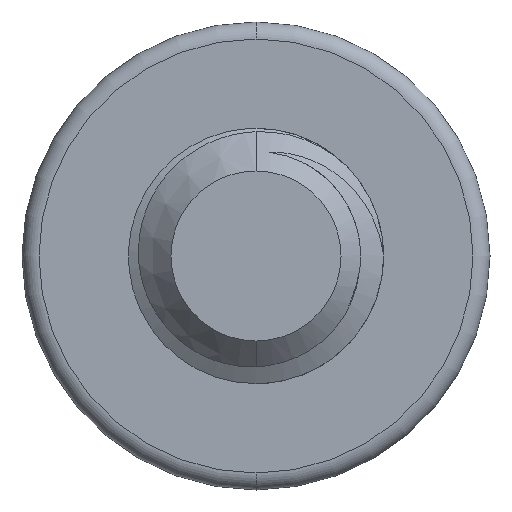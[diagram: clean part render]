
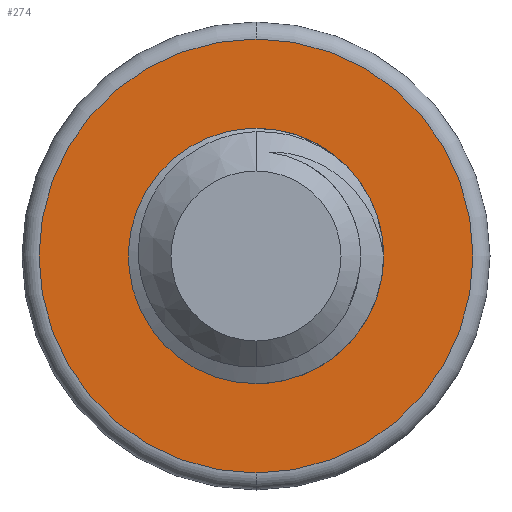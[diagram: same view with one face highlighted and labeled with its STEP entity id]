
A CAD part, front view. The second image highlights one B-rep face of the part: STEP entity #274.
In plain terms, the highlighted planar face has unit normal (0, -1, 0).
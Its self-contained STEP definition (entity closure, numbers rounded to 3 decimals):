
#87 = CARTESIAN_POINT ( 'NONE',  ( -1.07, 3., 0.695 ) ) ;
#138 = B_SPLINE_CURVE_WITH_KNOTS ( 'NONE', 3,
 ( #422, #87, #739, #726, #1396, #1551, #749, #1203, #716, #550 ),
 .UNSPECIFIED., .F., .F.,
 ( 4, 2, 2, 2, 4 ),
 ( 0., 0.001, 0.001, 0.002, 0.003 ),
 .UNSPECIFIED. ) ;
#182 = CARTESIAN_POINT ( 'NONE',  ( 1.5, 3., 0. ) ) ;
#197 = AXIS2_PLACEMENT_3D ( 'NONE', #1022, #311, #824 ) ;
#256 = PLANE ( 'NONE',  #1116 ) ;
#265 = CARTESIAN_POINT ( 'NONE',  ( -1.133, 3., 0.477 ) ) ;
#274 = ADVANCED_FACE ( 'NONE', ( #394, #2070 ), #256, .F. ) ;
#293 = VERTEX_POINT ( 'NONE', #1422 ) ;
#311 = DIRECTION ( 'NONE',  ( 0., -1., 0. ) ) ;
#356 = EDGE_CURVE ( 'NONE', #414, #840, #981, .T. ) ;
#394 = FACE_OUTER_BOUND ( 'NONE', #2079, .T. ) ;
#414 = VERTEX_POINT ( 'NONE', #1134 ) ;
#422 = CARTESIAN_POINT ( 'NONE',  ( -1.133, 3., 0.477 ) ) ;
#429 = CARTESIAN_POINT ( 'NONE',  ( -1.073, 3., -0.621 ) ) ;
#448 = ORIENTED_EDGE ( 'NONE', *, *, #1272, .T. ) ;
#480 = CARTESIAN_POINT ( 'NONE',  ( 0.629, 3., -1.214 ) ) ;
#544 = CARTESIAN_POINT ( 'NONE',  ( -0.038, 3., -1.298 ) ) ;
#550 = CARTESIAN_POINT ( 'NONE',  ( 1.07, 3., 1.051 ) ) ;
#649 = VERTEX_POINT ( 'NONE', #1187 ) ;
#716 = CARTESIAN_POINT ( 'NONE',  ( 0.897, 3., 1.197 ) ) ;
#726 = CARTESIAN_POINT ( 'NONE',  ( -0.617, 3., 1.196 ) ) ;
#739 = CARTESIAN_POINT ( 'NONE',  ( -0.947, 3., 0.891 ) ) ;
#742 = CARTESIAN_POINT ( 'NONE',  ( 1.07, 3., 1.051 ) ) ;
#749 = CARTESIAN_POINT ( 'NONE',  ( 0.257, 3., 1.413 ) ) ;
#764 = EDGE_LOOP ( 'NONE', ( #448, #1514, #1096, #1786 ) ) ;
#768 = EDGE_CURVE ( 'NONE', #649, #1451, #138, .T. ) ;
#808 = CARTESIAN_POINT ( 'NONE',  ( 0., 3., 0. ) ) ;
#812 = CARTESIAN_POINT ( 'NONE',  ( 1.491, 3., -0.112 ) ) ;
#824 = DIRECTION ( 'NONE',  ( 0., 0., 1. ) ) ;
#840 = VERTEX_POINT ( 'NONE', #1540 ) ;
#843 = B_SPLINE_CURVE_WITH_KNOTS ( 'NONE', 3,
 ( #940, #2072, #1777, #1788, #429, #1092, #1904, #947, #1610, #265 ),
 .UNSPECIFIED., .F., .F.,
 ( 4, 2, 2, 2, 4 ),
 ( 0., 0., 0.001, 0.001, 0.002 ),
 .UNSPECIFIED. ) ;
#906 = ORIENTED_EDGE ( 'NONE', *, *, #356, .T. ) ;
#940 = CARTESIAN_POINT ( 'NONE',  ( -0.461, 3., -1.14 ) ) ;
#947 = CARTESIAN_POINT ( 'NONE',  ( -1.229, 3., 0.166 ) ) ;
#956 = CIRCLE ( 'NONE', #197, 2.55 ) ;
#981 = CIRCLE ( 'NONE', #1951, 2.55 ) ;
#998 = CARTESIAN_POINT ( 'NONE',  ( -0.461, 3., -1.14 ) ) ;
#1008 = DIRECTION ( 'NONE',  ( 0., 0., 1. ) ) ;
#1022 = CARTESIAN_POINT ( 'NONE',  ( 0., 3., 0. ) ) ;
#1044 = VERTEX_POINT ( 'NONE', #1518 ) ;
#1092 = CARTESIAN_POINT ( 'NONE',  ( -1.198, 3., -0.322 ) ) ;
#1096 = ORIENTED_EDGE ( 'NONE', *, *, #1974, .T. ) ;
#1108 = DIRECTION ( 'NONE',  ( 0., -1., 0. ) ) ;
#1116 = AXIS2_PLACEMENT_3D ( 'NONE', #1744, #2059, #1590 ) ;
#1122 = DIRECTION ( 'NONE',  ( 0., 0., 1. ) ) ;
#1133 = ORIENTED_EDGE ( 'NONE', *, *, #1764, .T. ) ;
#1134 = CARTESIAN_POINT ( 'NONE',  ( 0., 3., 2.55 ) ) ;
#1187 = CARTESIAN_POINT ( 'NONE',  ( -1.133, 3., 0.477 ) ) ;
#1203 = CARTESIAN_POINT ( 'NONE',  ( 0.694, 3., 1.305 ) ) ;
#1208 = B_SPLINE_CURVE_WITH_KNOTS ( 'NONE', 3,
 ( #182, #812, #1507, #1477, #1707, #2033, #1314, #480, #1326, #544, #1825, #998 ),
 .UNSPECIFIED., .F., .F.,
 ( 4, 2, 2, 2, 2, 4 ),
 ( 0., 0., 0.001, 0.001, 0.002, 0.003 ),
 .UNSPECIFIED. ) ;
#1272 = EDGE_CURVE ( 'NONE', #1451, #1044, #1949, .T. ) ;
#1314 = CARTESIAN_POINT ( 'NONE',  ( 1.012, 3., -0.982 ) ) ;
#1326 = CARTESIAN_POINT ( 'NONE',  ( 0.409, 3., -1.283 ) ) ;
#1346 = EDGE_CURVE ( 'NONE', #1044, #293, #1208, .T. ) ;
#1396 = CARTESIAN_POINT ( 'NONE',  ( -0.409, 3., 1.304 ) ) ;
#1422 = CARTESIAN_POINT ( 'NONE',  ( -0.461, 3., -1.14 ) ) ;
#1451 = VERTEX_POINT ( 'NONE', #742 ) ;
#1477 = CARTESIAN_POINT ( 'NONE',  ( 1.399, 3., -0.433 ) ) ;
#1486 = DIRECTION ( 'NONE',  ( 0., 1., 0. ) ) ;
#1507 = CARTESIAN_POINT ( 'NONE',  ( 1.468, 3., -0.222 ) ) ;
#1514 = ORIENTED_EDGE ( 'NONE', *, *, #1346, .T. ) ;
#1518 = CARTESIAN_POINT ( 'NONE',  ( 1.5, 3., 0. ) ) ;
#1540 = CARTESIAN_POINT ( 'NONE',  ( 0., 3., -2.55 ) ) ;
#1551 = CARTESIAN_POINT ( 'NONE',  ( 0.026, 3., 1.412 ) ) ;
#1590 = DIRECTION ( 'NONE',  ( 0., 0., 1. ) ) ;
#1610 = CARTESIAN_POINT ( 'NONE',  ( -1.197, 3., 0.326 ) ) ;
#1656 = CARTESIAN_POINT ( 'NONE',  ( 0., 3., 0. ) ) ;
#1707 = CARTESIAN_POINT ( 'NONE',  ( 1.35, 3., -0.536 ) ) ;
#1708 = AXIS2_PLACEMENT_3D ( 'NONE', #1656, #1486, #1008 ) ;
#1744 = CARTESIAN_POINT ( 'NONE',  ( 0., 3., 0. ) ) ;
#1764 = EDGE_CURVE ( 'NONE', #840, #414, #956, .T. ) ;
#1777 = CARTESIAN_POINT ( 'NONE',  ( -0.751, 3., -0.986 ) ) ;
#1786 = ORIENTED_EDGE ( 'NONE', *, *, #768, .T. ) ;
#1788 = CARTESIAN_POINT ( 'NONE',  ( -0.981, 3., -0.759 ) ) ;
#1825 = CARTESIAN_POINT ( 'NONE',  ( -0.262, 3., -1.247 ) ) ;
#1904 = CARTESIAN_POINT ( 'NONE',  ( -1.23, 3., -0.16 ) ) ;
#1949 = CIRCLE ( 'NONE', #1708, 1.5 ) ;
#1951 = AXIS2_PLACEMENT_3D ( 'NONE', #808, #1108, #1122 ) ;
#1974 = EDGE_CURVE ( 'NONE', #293, #649, #843, .T. ) ;
#2033 = CARTESIAN_POINT ( 'NONE',  ( 1.175, 3., -0.82 ) ) ;
#2059 = DIRECTION ( 'NONE',  ( 0., 1., 0. ) ) ;
#2070 = FACE_BOUND ( 'NONE', #764, .T. ) ;
#2072 = CARTESIAN_POINT ( 'NONE',  ( -0.613, 3., -1.078 ) ) ;
#2079 = EDGE_LOOP ( 'NONE', ( #906, #1133 ) ) ;
